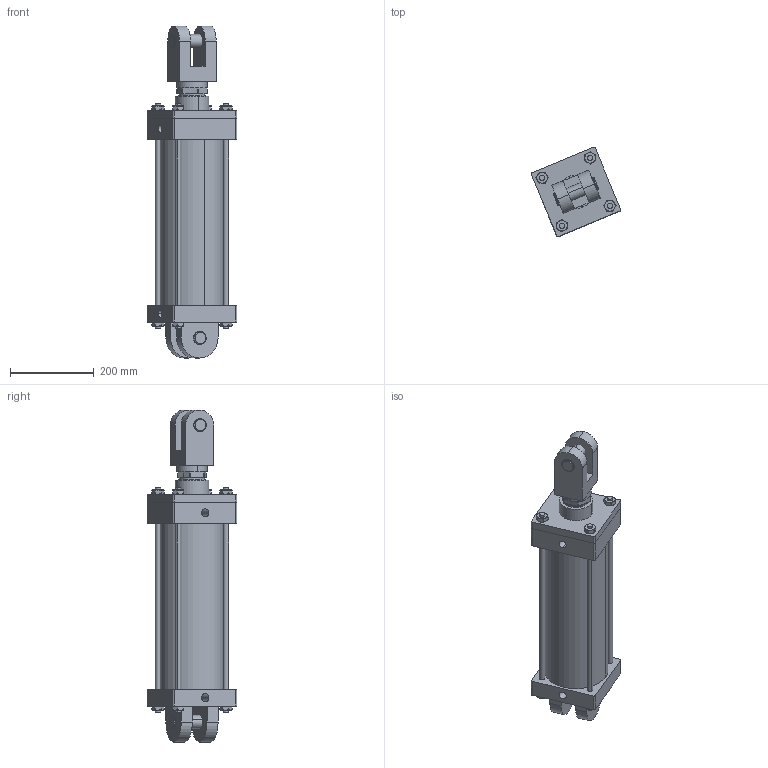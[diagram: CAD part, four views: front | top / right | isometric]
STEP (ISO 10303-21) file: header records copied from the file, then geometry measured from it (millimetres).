
FILE_DESCRIPTION (( 'STEP AP214' ), '1' );
FILE_NAME ('Verin hydrolique.STEP', '2025-09-11T21:58:38', ( '' ), ( '' ), 'SwSTEP 2.0', 'SolidWorks 2024', '' );
FILE_SCHEMA (( 'AUTOMOTIVE_DESIGN' ));
Length unit declared in the file: millimetre
Products named in the file (20): Pièce6; Pièce10; Verin hydrolique; Pièce9; Pièce14; Pièce8; Pièce13; Pièce4; Pièce3; Pièce12; Pièce7; Pièce1^Verin hydrolique; Pièce15; Pièce5; Pièce1; Assemblage4; Assemblage3; Pièce11; Assemblage1; Pièce2
Assembly tree (31 placements, depth 3):
  Verin hydrolique
    Assemblage4
      Pièce12
      Pièce13
      Pièce15
      Pièce3
    Assemblage1
      Pièce1
      Pièce2
      Pièce5  x2
      Pièce6
    Assemblage3
      Pièce14
      Pièce4
      Pièce6
      Pièce7
      Pièce8
      Pièce11  x2
    Pièce9  x4
    Pièce10  x8
  Pièce1^Verin hydrolique
Bounding box: 213.79 x 213.79 x 792.62 mm (x, y, z)
Volume: 7067803.2 mm3; surface area: 1168925 mm2
Topology: 30 solids, 30 shells, 508 faces, 1128 edges, 708 vertices
Faces by surface type: cylinder 187, plane 180, cone 133, torus 6, sphere 2
Entity records: 9967 total; most frequent: CARTESIAN_POINT 2005, DIRECTION 1695, ORIENTED_EDGE 1392, AXIS2_PLACEMENT_3D 706, EDGE_CURVE 696, VERTEX_POINT 452, EDGE_LOOP 392, CIRCLE 366
